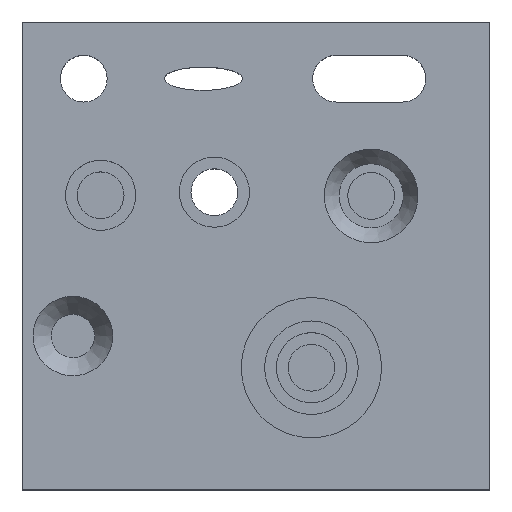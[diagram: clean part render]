
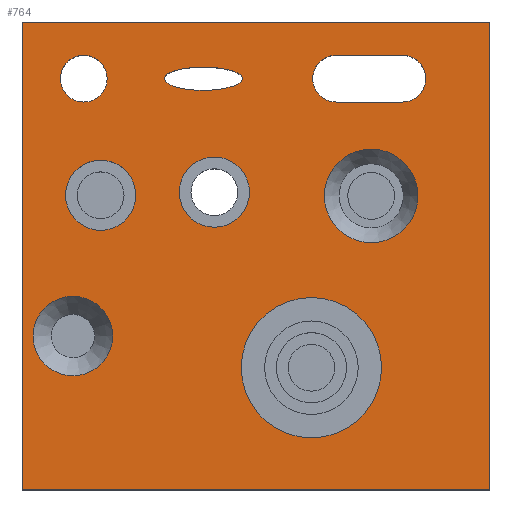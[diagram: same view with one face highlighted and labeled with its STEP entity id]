
A CAD part, top view. The second image highlights one B-rep face of the part: STEP entity #764.
In plain terms, the highlighted planar face has unit normal (0, 0, 1).
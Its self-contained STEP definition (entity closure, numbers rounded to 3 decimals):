
#45=CARTESIAN_POINT('',(100.,-100.,20.));
#46=VERTEX_POINT('',#45);
#53=CARTESIAN_POINT('',(-100.,-100.,20.));
#54=VERTEX_POINT('',#53);
#55=CARTESIAN_POINT('',(-100.,-100.,20.));
#56=DIRECTION('',(1.,0.,0.));
#57=VECTOR('',#56,200.);
#58=LINE('',#55,#57);
#59=EDGE_CURVE('',#54,#46,#58,.T.);
#83=CARTESIAN_POINT('',(100.,100.,20.));
#84=VERTEX_POINT('',#83);
#91=CARTESIAN_POINT('',(100.,-100.,20.));
#92=DIRECTION('',(0.,1.,0.));
#93=VECTOR('',#92,200.);
#94=LINE('',#91,#93);
#95=EDGE_CURVE('',#46,#84,#94,.T.);
#114=CARTESIAN_POINT('',(-100.,100.,20.));
#115=VERTEX_POINT('',#114);
#122=CARTESIAN_POINT('',(100.,100.,20.));
#123=DIRECTION('',(-1.,0.,0.));
#124=VECTOR('',#123,200.);
#125=LINE('',#122,#124);
#126=EDGE_CURVE('',#84,#115,#125,.T.);
#144=CARTESIAN_POINT('',(-100.,100.,20.));
#145=DIRECTION('',(0.,-1.,0.));
#146=VECTOR('',#145,200.);
#147=LINE('',#144,#146);
#148=EDGE_CURVE('',#115,#54,#147,.T.);
#159=CARTESIAN_POINT('',(-63.655,75.773,20.));
#160=VERTEX_POINT('',#159);
#169=CARTESIAN_POINT('',(-73.655,75.773,20.));
#170=DIRECTION('',(1.,0.,0.));
#171=DIRECTION('',(0.,0.,1.));
#172=AXIS2_PLACEMENT_3D('',#169,#171,#170);
#173=CIRCLE('',#172,10.);
#174=EDGE_CURVE('',#160,#160,#173,.T.);
#206=CARTESIAN_POINT('',(-5.866,75.773,20.));
#207=VERTEX_POINT('',#206);
#229=CARTESIAN_POINT('',(-5.866,75.773,20.));
#230=CARTESIAN_POINT('',(-5.866,80.773,20.));
#231=CARTESIAN_POINT('',(-22.487,80.773,20.));
#232=CARTESIAN_POINT('',(-39.109,80.773,20.));
#233=CARTESIAN_POINT('',(-39.109,75.773,20.));
#234=CARTESIAN_POINT('',(-39.109,70.773,20.));
#235=CARTESIAN_POINT('',(-22.487,70.773,20.));
#236=CARTESIAN_POINT('',(-5.866,70.773,20.));
#237=CARTESIAN_POINT('',(-5.866,75.773,20.));
#238=(BOUNDED_CURVE()B_SPLINE_CURVE(2,(#229,#230,#231,#232,#233,#234,#235,#236,#237),.UNSPECIFIED.,.T.,.U.)B_SPLINE_CURVE_WITH_KNOTS((3,2,2,2,3),(0.,0.25,0.5,0.75,1.),.UNSPECIFIED.)CURVE()GEOMETRIC_REPRESENTATION_ITEM()RATIONAL_B_SPLINE_CURVE((1.,0.707,1.,0.707,1.,0.707,1.,0.707,1.))REPRESENTATION_ITEM(''));
#239=EDGE_CURVE('',#207,#207,#238,.T.);
#249=CARTESIAN_POINT('',(34.22,65.773,20.));
#250=VERTEX_POINT('',#249);
#259=CARTESIAN_POINT('',(62.574,65.773,20.));
#260=VERTEX_POINT('',#259);
#261=CARTESIAN_POINT('',(34.22,65.773,20.));
#262=DIRECTION('',(1.,0.,0.));
#263=VECTOR('',#262,28.354);
#264=LINE('',#261,#263);
#265=EDGE_CURVE('',#250,#260,#264,.T.);
#289=CARTESIAN_POINT('',(34.22,85.773,20.));
#290=VERTEX_POINT('',#289);
#299=CARTESIAN_POINT('',(34.22,75.773,20.));
#300=DIRECTION('',(0.,1.,0.));
#301=DIRECTION('',(0.,0.,1.));
#302=AXIS2_PLACEMENT_3D('',#299,#301,#300);
#303=CIRCLE('',#302,10.);
#304=EDGE_CURVE('',#290,#250,#303,.T.);
#322=CARTESIAN_POINT('',(62.574,85.773,20.));
#323=VERTEX_POINT('',#322);
#332=CARTESIAN_POINT('',(62.574,85.773,20.));
#333=DIRECTION('',(-1.,0.,0.));
#334=VECTOR('',#333,28.354);
#335=LINE('',#332,#334);
#336=EDGE_CURVE('',#323,#290,#335,.T.);
#354=CARTESIAN_POINT('',(62.574,75.773,20.));
#355=DIRECTION('',(0.,-1.,0.));
#356=DIRECTION('',(0.,0.,1.));
#357=AXIS2_PLACEMENT_3D('',#354,#356,#355);
#358=CIRCLE('',#357,10.);
#359=EDGE_CURVE('',#260,#323,#358,.T.);
#428=CARTESIAN_POINT('',(-51.417,25.926,20.));
#429=VERTEX_POINT('',#428);
#436=CARTESIAN_POINT('',(-66.417,25.926,20.));
#437=DIRECTION('',(1.,-0.,-0.));
#438=DIRECTION('',(0.,-0.,1.));
#439=AXIS2_PLACEMENT_3D('',#436,#438,#437);
#440=CIRCLE('',#439,15.);
#441=EDGE_CURVE('',#429,#429,#440,.T.);
#533=CARTESIAN_POINT('',(-2.796,27.264,20.));
#534=VERTEX_POINT('',#533);
#541=CARTESIAN_POINT('',(-17.796,27.264,20.));
#542=DIRECTION('',(1.,0.,-0.));
#543=DIRECTION('',(0.,-0.,1.));
#544=AXIS2_PLACEMENT_3D('',#541,#543,#542);
#545=CIRCLE('',#544,15.);
#546=EDGE_CURVE('',#534,#534,#545,.T.);
#620=CARTESIAN_POINT('',(69.228,25.667,20.));
#621=VERTEX_POINT('',#620);
#628=CARTESIAN_POINT('',(49.228,25.667,20.));
#629=DIRECTION('',(1.,-0.,-0.));
#630=DIRECTION('',(0.,-0.,1.));
#631=AXIS2_PLACEMENT_3D('',#628,#630,#629);
#632=CIRCLE('',#631,20.);
#633=EDGE_CURVE('',#621,#621,#632,.T.);
#656=CARTESIAN_POINT('',(-61.296,-34.247,20.));
#657=VERTEX_POINT('',#656);
#674=CARTESIAN_POINT('',(-78.301,-34.247,20.));
#675=DIRECTION('',(1.,0.,-0.));
#676=DIRECTION('',(0.,-0.,-1.));
#677=AXIS2_PLACEMENT_3D('',#674,#676,#675);
#678=CIRCLE('',#677,17.005);
#679=EDGE_CURVE('',#657,#657,#678,.T.);
#718=CARTESIAN_POINT('',(0.,0.,20.));
#719=DIRECTION('',(1.,0.,0.));
#720=DIRECTION('',(0.,0.,1.));
#721=AXIS2_PLACEMENT_3D('',#718,#720,#719);
#722=PLANE('',#721);
#723=ORIENTED_EDGE('',*,*,#59,.T.);
#724=ORIENTED_EDGE('',*,*,#95,.T.);
#725=ORIENTED_EDGE('',*,*,#126,.T.);
#726=ORIENTED_EDGE('',*,*,#148,.T.);
#727=EDGE_LOOP('',(#723,#724,#725,#726));
#728=FACE_OUTER_BOUND('',#727,.T.);
#729=ORIENTED_EDGE('',*,*,#679,.T.);
#730=EDGE_LOOP('',(#729));
#731=FACE_BOUND('',#730,.T.);
#732=ORIENTED_EDGE('',*,*,#239,.F.);
#733=EDGE_LOOP('',(#732));
#734=FACE_BOUND('',#733,.T.);
#735=ORIENTED_EDGE('',*,*,#174,.F.);
#736=EDGE_LOOP('',(#735));
#737=FACE_BOUND('',#736,.T.);
#738=ORIENTED_EDGE('',*,*,#265,.F.);
#739=ORIENTED_EDGE('',*,*,#304,.F.);
#740=ORIENTED_EDGE('',*,*,#336,.F.);
#741=ORIENTED_EDGE('',*,*,#359,.F.);
#742=EDGE_LOOP('',(#738,#739,#740,#741));
#743=FACE_BOUND('',#742,.T.);
#744=ORIENTED_EDGE('',*,*,#441,.F.);
#745=EDGE_LOOP('',(#744));
#746=FACE_BOUND('',#745,.T.);
#747=ORIENTED_EDGE('',*,*,#546,.F.);
#748=EDGE_LOOP('',(#747));
#749=FACE_BOUND('',#748,.T.);
#750=ORIENTED_EDGE('',*,*,#633,.F.);
#751=EDGE_LOOP('',(#750));
#752=FACE_BOUND('',#751,.T.);
#753=CARTESIAN_POINT('',(53.692,-47.78,20.));
#754=VERTEX_POINT('',#753);
#755=CARTESIAN_POINT('',(23.692,-47.78,20.));
#756=DIRECTION('',(1.,-0.,-0.));
#757=DIRECTION('',(0.,-0.,1.));
#758=AXIS2_PLACEMENT_3D('',#755,#757,#756);
#759=CIRCLE('',#758,30.);
#760=EDGE_CURVE('',#754,#754,#759,.T.);
#761=ORIENTED_EDGE('E108',*,*,#760,.F.);
#762=EDGE_LOOP('',(#761));
#763=FACE_BOUND('',#762,.T.);
#764=ADVANCED_FACE('F43',(#728,#731,#734,#737,#743,#746,#749,#752,#763),#722,.T.);
